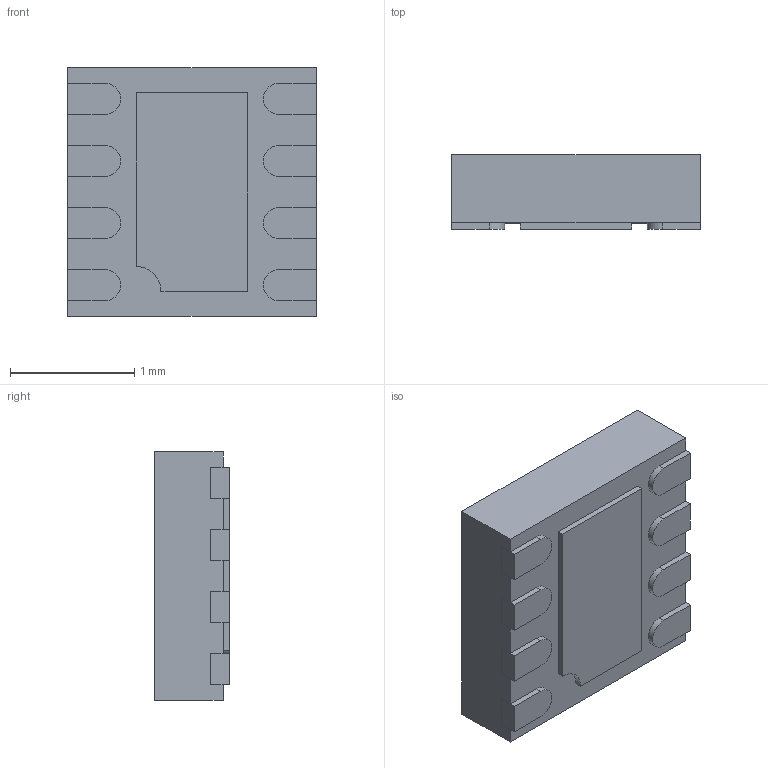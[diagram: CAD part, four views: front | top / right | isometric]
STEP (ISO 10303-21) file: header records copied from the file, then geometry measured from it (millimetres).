
FILE_DESCRIPTION (( 'STEP AP214' ), '1' );
FILE_NAME ('LMV822IQ2T.STEP', '2021-03-04T02:48:42', ( '' ), ( '' ), 'SwSTEP 2.0', 'SolidWorks 2017', '' );
FILE_SCHEMA (( 'AUTOMOTIVE_DESIGN' ));
Length unit declared in the file: millimetre
Products named in the file (1): LMV822IQ2T
Bounding box: 2 x 0.6 x 2 mm (x, y, z)
Volume: 2.3 mm3; surface area: 20.3 mm2
Topology: 11 solids, 11 shells, 114 faces, 270 edges, 180 vertices
Faces by surface type: plane 84, cylinder 30
Entity records: 3398 total; most frequent: CARTESIAN_POINT 565, DIRECTION 560, ORIENTED_EDGE 540, EDGE_CURVE 270, LINE 210, VECTOR 210, VERTEX_POINT 180, AXIS2_PLACEMENT_3D 175
